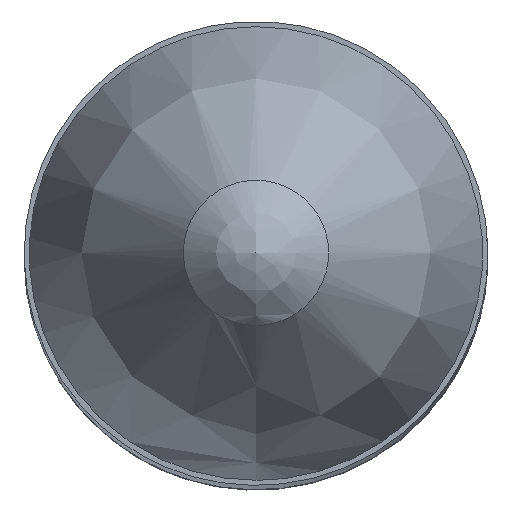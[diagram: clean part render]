
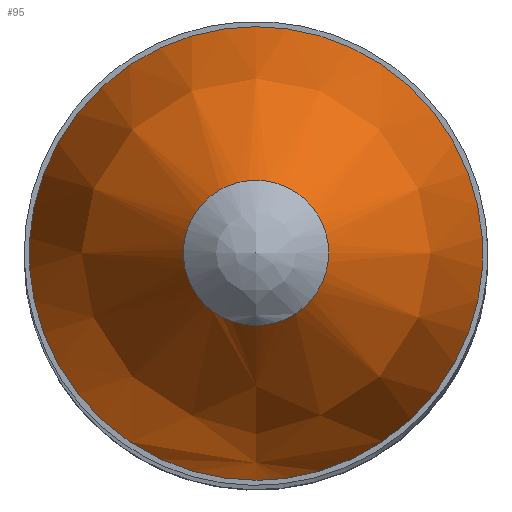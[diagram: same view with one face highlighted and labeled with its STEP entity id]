
A CAD part, top view. The second image highlights one B-rep face of the part: STEP entity #95.
In plain terms, the highlighted free-form (B-spline) face has degree [2, 2] with [3, 9] control points.
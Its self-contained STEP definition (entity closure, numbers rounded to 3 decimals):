
#30=CARTESIAN_POINT('',(0.,-4.228,156.6));
#31=CARTESIAN_POINT('',(-4.228,-4.228,156.6));
#32=CARTESIAN_POINT('',(-4.228,0.,156.6));
#33=CARTESIAN_POINT('',(-4.228,4.228,156.6));
#34=CARTESIAN_POINT('',(0.,4.228,156.6));
#35=CARTESIAN_POINT('',(4.228,4.228,156.6));
#36=CARTESIAN_POINT('',(4.228,0.,156.6));
#37=CARTESIAN_POINT('',(4.228,-4.228,156.6));
#38=CARTESIAN_POINT('',(0.,-4.228,156.6));
#39=CARTESIAN_POINT('',(0.,-11.693,149.085));
#40=CARTESIAN_POINT('',(-11.693,-11.693,149.085));
#41=CARTESIAN_POINT('',(-11.693,0.,149.085));
#42=CARTESIAN_POINT('',(-11.693,11.693,149.085));
#43=CARTESIAN_POINT('',(0.,11.693,149.085));
#44=CARTESIAN_POINT('',(11.693,11.693,149.085));
#45=CARTESIAN_POINT('',(11.693,0.,149.085));
#46=CARTESIAN_POINT('',(11.693,-11.693,149.085));
#47=CARTESIAN_POINT('',(0.,-11.693,149.085));
#48=CARTESIAN_POINT('',(0.,-13.2,138.6));
#49=CARTESIAN_POINT('',(-13.2,-13.2,138.6));
#50=CARTESIAN_POINT('',(-13.2,0.,138.6));
#51=CARTESIAN_POINT('',(-13.2,13.2,138.6));
#52=CARTESIAN_POINT('',(0.,13.2,138.6));
#53=CARTESIAN_POINT('',(13.2,13.2,138.6));
#54=CARTESIAN_POINT('',(13.2,0.,138.6));
#55=CARTESIAN_POINT('',(13.2,-13.2,138.6));
#56=CARTESIAN_POINT('',(0.,-13.2,138.6));
#57=(BOUNDED_SURFACE()B_SPLINE_SURFACE(2,2,((#30,#31,#32,#33,#34,#35,#36,#37,#38),(#39,#40,#41,#42,#43,#44,#45,#46,#47),(#48,#49,#50,#51,#52,#53,#54,#55,#56)),.UNSPECIFIED.,.F.,.T.,.U.)B_SPLINE_SURFACE_WITH_KNOTS((3,3),(3,2,2,2,3),(0.,1.),(0.,0.25,0.5,0.75,1.),.UNSPECIFIED.)GEOMETRIC_REPRESENTATION_ITEM()RATIONAL_B_SPLINE_SURFACE(((1.,0.707,1.,0.707,1.,0.707,1.,0.707,1.),(0.949,0.671,0.949,0.671,0.949,0.671,0.949,0.671,0.949),(1.,0.707,1.,0.707,1.,0.707,1.,0.707,1.)))REPRESENTATION_ITEM('')SURFACE());
#58=CARTESIAN_POINT('',(0.,-4.228,156.6));
#59=VERTEX_POINT('',#58);
#60=CARTESIAN_POINT('',(0.,-13.2,138.6));
#61=VERTEX_POINT('',#60);
#62=CARTESIAN_POINT('',(0.,-4.228,156.6));
#63=CARTESIAN_POINT('',(0.,-11.693,149.085));
#64=CARTESIAN_POINT('',(0.,-13.2,138.6));
#65=(BOUNDED_CURVE()B_SPLINE_CURVE(2,(#62,#63,#64),.CIRCULAR_ARC.,.F.,.U.)B_SPLINE_CURVE_WITH_KNOTS((3,3),(0.,1.),.UNSPECIFIED.)CURVE()GEOMETRIC_REPRESENTATION_ITEM()RATIONAL_B_SPLINE_CURVE((1.,0.949,1.))REPRESENTATION_ITEM(''));
#66=EDGE_CURVE('',#59,#61,#65,.T.);
#67=ORIENTED_EDGE('',*,*,#66,.T.);
#68=CARTESIAN_POINT('',(0.,-13.2,138.6));
#69=CARTESIAN_POINT('',(-13.2,-13.2,138.6));
#70=CARTESIAN_POINT('',(-13.2,0.,138.6));
#71=CARTESIAN_POINT('',(-13.2,13.2,138.6));
#72=CARTESIAN_POINT('',(0.,13.2,138.6));
#73=CARTESIAN_POINT('',(13.2,13.2,138.6));
#74=CARTESIAN_POINT('',(13.2,0.,138.6));
#75=CARTESIAN_POINT('',(13.2,-13.2,138.6));
#76=CARTESIAN_POINT('',(0.,-13.2,138.6));
#77=(BOUNDED_CURVE()B_SPLINE_CURVE(2,(#68,#69,#70,#71,#72,#73,#74,#75,#76),.CIRCULAR_ARC.,.T.,.U.)B_SPLINE_CURVE_WITH_KNOTS((3,2,2,2,3),(0.,0.25,0.5,0.75,1.),.UNSPECIFIED.)CURVE()GEOMETRIC_REPRESENTATION_ITEM()RATIONAL_B_SPLINE_CURVE((1.,0.707,1.,0.707,1.,0.707,1.,0.707,1.))REPRESENTATION_ITEM(''));
#78=EDGE_CURVE('',#61,#61,#77,.T.);
#79=ORIENTED_EDGE('',*,*,#78,.T.);
#80=ORIENTED_EDGE('',*,*,#66,.F.);
#81=CARTESIAN_POINT('',(0.,-4.228,156.6));
#82=CARTESIAN_POINT('',(-4.228,-4.228,156.6));
#83=CARTESIAN_POINT('',(-4.228,0.,156.6));
#84=CARTESIAN_POINT('',(-4.228,4.228,156.6));
#85=CARTESIAN_POINT('',(0.,4.228,156.6));
#86=CARTESIAN_POINT('',(4.228,4.228,156.6));
#87=CARTESIAN_POINT('',(4.228,0.,156.6));
#88=CARTESIAN_POINT('',(4.228,-4.228,156.6));
#89=CARTESIAN_POINT('',(0.,-4.228,156.6));
#90=(BOUNDED_CURVE()B_SPLINE_CURVE(2,(#81,#82,#83,#84,#85,#86,#87,#88,#89),.CIRCULAR_ARC.,.T.,.U.)B_SPLINE_CURVE_WITH_KNOTS((3,2,2,2,3),(0.,0.25,0.5,0.75,1.),.UNSPECIFIED.)CURVE()GEOMETRIC_REPRESENTATION_ITEM()RATIONAL_B_SPLINE_CURVE((1.,0.707,1.,0.707,1.,0.707,1.,0.707,1.))REPRESENTATION_ITEM(''));
#91=EDGE_CURVE('',#59,#59,#90,.T.);
#92=ORIENTED_EDGE('',*,*,#91,.F.);
#93=EDGE_LOOP('',(#67,#79,#80,#92));
#94=FACE_OUTER_BOUND('',#93,.F.);
#95=ADVANCED_FACE('',(#94),#57,.F.);
